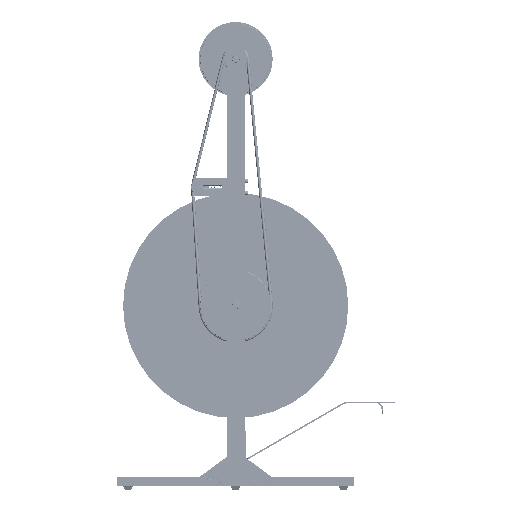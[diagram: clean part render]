
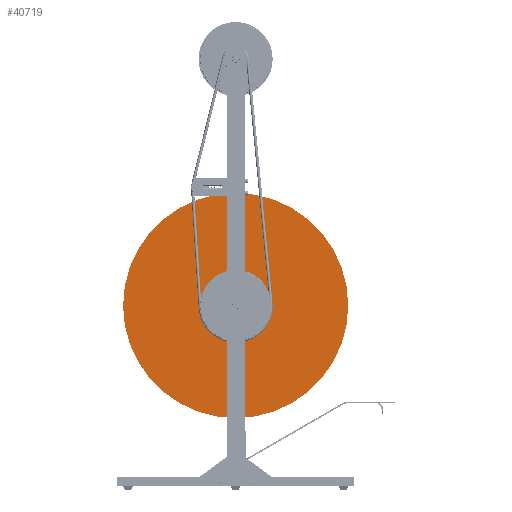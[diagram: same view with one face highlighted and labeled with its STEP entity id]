
A CAD part, left-side view. The second image highlights one B-rep face of the part: STEP entity #40719.
In plain terms, the highlighted face is planar.
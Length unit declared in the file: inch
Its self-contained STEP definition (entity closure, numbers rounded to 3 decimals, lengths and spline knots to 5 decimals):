
#779 = DIRECTION ( 'NONE',  ( 1., 0., 0. ) ) ;
#2357 = AXIS2_PLACEMENT_3D ( 'NONE', #64479, #32633, #779 ) ;
#2888 = EDGE_LOOP ( 'NONE', ( #10443, #25983 ) ) ;
#3543 = CARTESIAN_POINT ( 'NONE',  ( -9.5, 0., 0. ) ) ;
#5970 = EDGE_CURVE ( 'NONE', #29794, #14967, #52280, .T. ) ;
#7004 = ORIENTED_EDGE ( 'NONE', *, *, #57323, .F. ) ;
#7863 = CARTESIAN_POINT ( 'NONE',  ( 9.5, 0., 0. ) ) ;
#9284 = AXIS2_PLACEMENT_3D ( 'NONE', #36854, #21077, #58264 ) ;
#9594 = FACE_OUTER_BOUND ( 'NONE', #60189, .T. ) ;
#9696 = AXIS2_PLACEMENT_3D ( 'NONE', #49207, #17377, #54567 ) ;
#10443 = ORIENTED_EDGE ( 'NONE', *, *, #5970, .T. ) ;
#14535 = CARTESIAN_POINT ( 'NONE',  ( 0., 0., 0. ) ) ;
#14967 = VERTEX_POINT ( 'NONE', #39474 ) ;
#17377 = DIRECTION ( 'NONE',  ( 0., 0., 1. ) ) ;
#19866 = DIRECTION ( 'NONE',  ( 1., 0., 0. ) ) ;
#21077 = DIRECTION ( 'NONE',  ( 0., 0., -1. ) ) ;
#25983 = ORIENTED_EDGE ( 'NONE', *, *, #56917, .T. ) ;
#27248 = AXIS2_PLACEMENT_3D ( 'NONE', #14535, #51714, #19866 ) ;
#29794 = VERTEX_POINT ( 'NONE', #38272 ) ;
#30348 = DIRECTION ( 'NONE',  ( 0., 0., 1. ) ) ;
#31580 = VERTEX_POINT ( 'NONE', #7863 ) ;
#32633 = DIRECTION ( 'NONE',  ( 0., 0., 1. ) ) ;
#32807 = CIRCLE ( 'NONE', #2357, 9.5 ) ;
#33718 = AXIS2_PLACEMENT_3D ( 'NONE', #62224, #30348, #67554 ) ;
#35870 = CIRCLE ( 'NONE', #9696, 1.5 ) ;
#36653 = CIRCLE ( 'NONE', #33718, 9.5 ) ;
#36854 = CARTESIAN_POINT ( 'NONE',  ( 0., 0., 0. ) ) ;
#38272 = CARTESIAN_POINT ( 'NONE',  ( 1.5, 0., 0. ) ) ;
#39474 = CARTESIAN_POINT ( 'NONE',  ( -1.5, 0., 0. ) ) ;
#40719 = ADVANCED_FACE ( 'NONE', ( #64444, #9594 ), #52896, .T. ) ;
#42992 = VERTEX_POINT ( 'NONE', #3543 ) ;
#49207 = CARTESIAN_POINT ( 'NONE',  ( 0., 0., 0. ) ) ;
#51714 = DIRECTION ( 'NONE',  ( 0., 0., 1. ) ) ;
#52280 = CIRCLE ( 'NONE', #27248, 1.5 ) ;
#52896 = PLANE ( 'NONE',  #9284 ) ;
#54567 = DIRECTION ( 'NONE',  ( 1., 0., 0. ) ) ;
#56917 = EDGE_CURVE ( 'NONE', #14967, #29794, #35870, .T. ) ;
#57323 = EDGE_CURVE ( 'NONE', #42992, #31580, #36653, .T. ) ;
#58264 = DIRECTION ( 'NONE',  ( -1., 0., 0. ) ) ;
#60189 = EDGE_LOOP ( 'NONE', ( #61905, #7004 ) ) ;
#61905 = ORIENTED_EDGE ( 'NONE', *, *, #67296, .F. ) ;
#62224 = CARTESIAN_POINT ( 'NONE',  ( 0., 0., 0. ) ) ;
#64444 = FACE_BOUND ( 'NONE', #2888, .T. ) ;
#64479 = CARTESIAN_POINT ( 'NONE',  ( 0., 0., 0. ) ) ;
#67296 = EDGE_CURVE ( 'NONE', #31580, #42992, #32807, .T. ) ;
#67554 = DIRECTION ( 'NONE',  ( 1., 0., 0. ) ) ;
